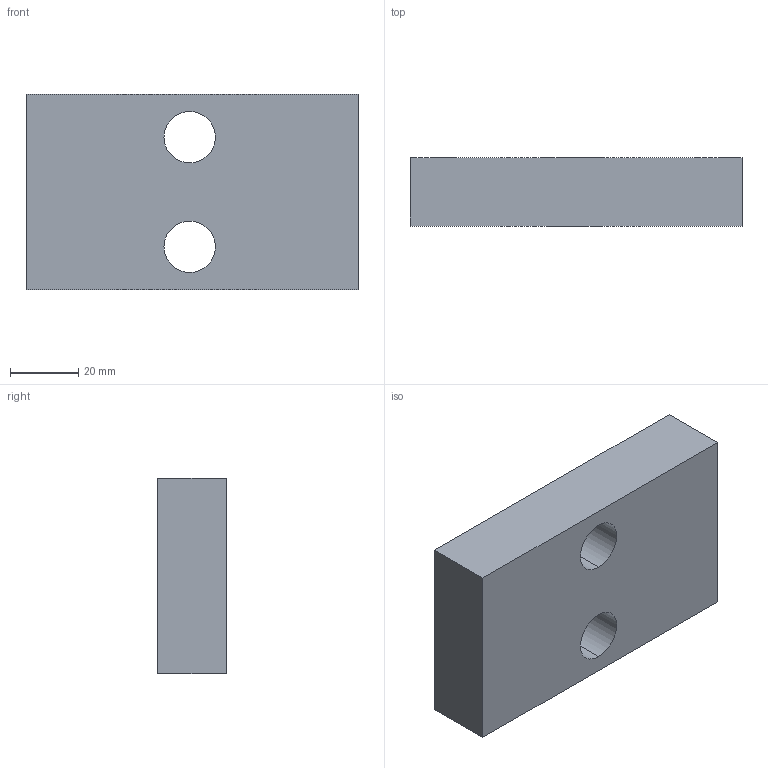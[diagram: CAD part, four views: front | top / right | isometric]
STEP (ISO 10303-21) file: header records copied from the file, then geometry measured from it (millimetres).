
FILE_DESCRIPTION (( 'STEP AP214' ), '1' );
FILE_NAME ('Joint_3_top_cap^industry_robot_arm_3.STEP', '2024-07-02T05:41:55', ( '' ), ( '' ), 'SwSTEP 2.0', 'SolidWorks 2022', '' );
FILE_SCHEMA (( 'AUTOMOTIVE_DESIGN' ));
Length unit declared in the file: millimetre
Products named in the file (1): Joint_3_top_cap^industry_robot_arm_3
Bounding box: 97 x 20 x 57 mm (x, y, z)
Volume: 101379.1 mm3; surface area: 19253.3 mm2
Topology: 1 solids, 1 shells, 46 faces, 96 edges, 60 vertices
Faces by surface type: cylinder 20, plane 14, torus 12
Entity records: 1290 total; most frequent: DIRECTION 254, CARTESIAN_POINT 203, ORIENTED_EDGE 192, AXIS2_PLACEMENT_3D 111, EDGE_CURVE 96, CIRCLE 64, VERTEX_POINT 60, EDGE_LOOP 58
